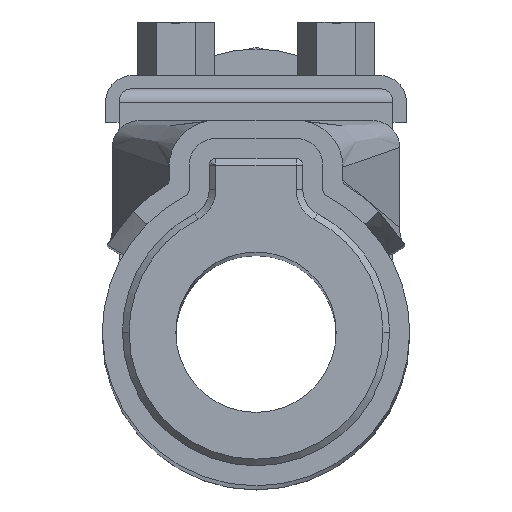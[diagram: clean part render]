
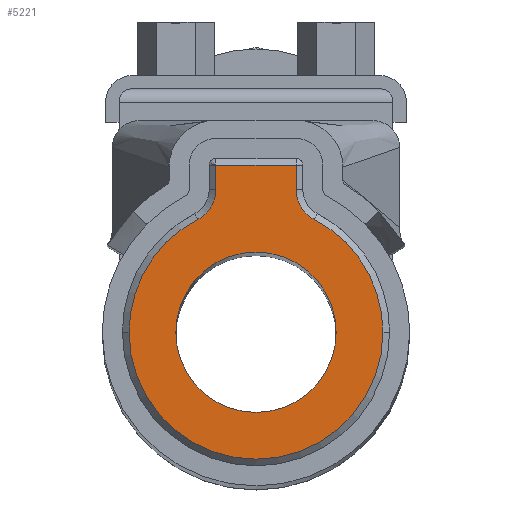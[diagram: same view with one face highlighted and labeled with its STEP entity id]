
A CAD part, top view. The second image highlights one B-rep face of the part: STEP entity #5221.
In plain terms, the highlighted planar face has unit normal (0, 0, 1).
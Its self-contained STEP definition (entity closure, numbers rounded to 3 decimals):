
#22 = EDGE_CURVE ( 'NONE', #5444, #5029, #745, .T. ) ;
#99 = VERTEX_POINT ( 'NONE', #1250 ) ;
#192 = VERTEX_POINT ( 'NONE', #2238 ) ;
#508 = EDGE_CURVE ( 'NONE', #523, #539, #1479, .T. ) ;
#523 = VERTEX_POINT ( 'NONE', #1681 ) ;
#539 = VERTEX_POINT ( 'NONE', #1845 ) ;
#745 = LINE ( 'NONE', #746, #747 ) ;
#746 = CARTESIAN_POINT ( 'NONE',  ( 3., 12.5, 0. ) ) ;
#747 = VECTOR ( 'NONE', #748, 1000. ) ;
#748 = DIRECTION ( 'NONE',  ( -1., 0., 0. ) ) ;
#980 = CARTESIAN_POINT ( 'NONE',  ( 9.5, 0., 0. ) ) ;
#1250 = CARTESIAN_POINT ( 'NONE',  ( -9.5, 0., 0. ) ) ;
#1251 = CIRCLE ( 'NONE', #1252, 9.5 ) ;
#1252 = AXIS2_PLACEMENT_3D ( 'NONE', #1253, #1254, #1255 ) ;
#1253 = CARTESIAN_POINT ( 'NONE',  ( 0., 0., 0. ) ) ;
#1254 = DIRECTION ( 'NONE',  ( 0., 0., -1. ) ) ;
#1255 = DIRECTION ( 'NONE',  ( -1., 0., 0. ) ) ;
#1331 = FACE_BOUND ( 'NONE', #1867, .T. ) ;
#1335 = FACE_OUTER_BOUND ( 'NONE', #5005, .T. ) ;
#1352 = PLANE ( 'NONE',  #1353 ) ;
#1353 = AXIS2_PLACEMENT_3D ( 'NONE', #1354, #1355, #1356 ) ;
#1354 = CARTESIAN_POINT ( 'NONE',  ( 3., 12.5, 0. ) ) ;
#1355 = DIRECTION ( 'NONE',  ( 0., 0., 1. ) ) ;
#1356 = DIRECTION ( 'NONE',  ( 1., 0., 0. ) ) ;
#1479 = CIRCLE ( 'NONE', #1480, 6. ) ;
#1480 = AXIS2_PLACEMENT_3D ( 'NONE', #1481, #1482, #1483 ) ;
#1481 = CARTESIAN_POINT ( 'NONE',  ( 0., 0., 0. ) ) ;
#1482 = DIRECTION ( 'NONE',  ( 0., 0., 1. ) ) ;
#1483 = DIRECTION ( 'NONE',  ( 1., 0., 0. ) ) ;
#1681 = CARTESIAN_POINT ( 'NONE',  ( -6., 0., 0. ) ) ;
#1845 = CARTESIAN_POINT ( 'NONE',  ( 6., 0., 0. ) ) ;
#1867 = EDGE_LOOP ( 'NONE', ( #4471, #4884 ) ) ;
#1913 = CIRCLE ( 'NONE', #1914, 9.5 ) ;
#1914 = AXIS2_PLACEMENT_3D ( 'NONE', #1915, #1916, #1917 ) ;
#1915 = CARTESIAN_POINT ( 'NONE',  ( 0., 0., 0. ) ) ;
#1916 = DIRECTION ( 'NONE',  ( 0., 0., -1. ) ) ;
#1917 = DIRECTION ( 'NONE',  ( -1., 0., 0. ) ) ;
#2238 = CARTESIAN_POINT ( 'NONE',  ( 4.354, 8.443, 0. ) ) ;
#2739 = CIRCLE ( 'NONE', #2740, 6. ) ;
#2740 = AXIS2_PLACEMENT_3D ( 'NONE', #2741, #2742, #2743 ) ;
#2741 = CARTESIAN_POINT ( 'NONE',  ( 0., 0., 0. ) ) ;
#2742 = DIRECTION ( 'NONE',  ( 0., 0., 1. ) ) ;
#2743 = DIRECTION ( 'NONE',  ( 1., 0., 0. ) ) ;
#2897 = CIRCLE ( 'NONE', #2898, 2.5 ) ;
#2898 = AXIS2_PLACEMENT_3D ( 'NONE', #2899, #2900, #2901 ) ;
#2899 = CARTESIAN_POINT ( 'NONE',  ( 5.5, 10.665, 0. ) ) ;
#2900 = DIRECTION ( 'NONE',  ( 0., 0., -1. ) ) ;
#2901 = DIRECTION ( 'NONE',  ( -1., 0., 0. ) ) ;
#3033 = CARTESIAN_POINT ( 'NONE',  ( 3., 10.665, 0. ) ) ;
#3427 = VERTEX_POINT ( 'NONE', #980 ) ;
#3459 = LINE ( 'NONE', #3460, #3464 ) ;
#3460 = CARTESIAN_POINT ( 'NONE',  ( -3., 12.5, 0. ) ) ;
#3464 = VECTOR ( 'NONE', #3465, 1000. ) ;
#3465 = DIRECTION ( 'NONE',  ( 0., -1., 0. ) ) ;
#3562 = CIRCLE ( 'NONE', #3563, 9.5 ) ;
#3563 = AXIS2_PLACEMENT_3D ( 'NONE', #3564, #3565, #3566 ) ;
#3564 = CARTESIAN_POINT ( 'NONE',  ( 0., 0., 0. ) ) ;
#3565 = DIRECTION ( 'NONE',  ( 0., 0., -1. ) ) ;
#3566 = DIRECTION ( 'NONE',  ( -1., 0., 0. ) ) ;
#3630 = CARTESIAN_POINT ( 'NONE',  ( -3., 12.5, 0. ) ) ;
#3631 = LINE ( 'NONE', #3632, #3633 ) ;
#3632 = CARTESIAN_POINT ( 'NONE',  ( 3., 10.665, 0. ) ) ;
#3633 = VECTOR ( 'NONE', #3634, 1000. ) ;
#3634 = DIRECTION ( 'NONE',  ( 0., 1., 0. ) ) ;
#3806 = CARTESIAN_POINT ( 'NONE',  ( -3., 10.665, 0. ) ) ;
#3813 = CARTESIAN_POINT ( 'NONE',  ( 3., 12.5, 0. ) ) ;
#4329 = CIRCLE ( 'NONE', #4330, 2.5 ) ;
#4330 = AXIS2_PLACEMENT_3D ( 'NONE', #4331, #4334, #4335 ) ;
#4331 = CARTESIAN_POINT ( 'NONE',  ( -5.5, 10.665, 0. ) ) ;
#4334 = DIRECTION ( 'NONE',  ( 0., 0., -1. ) ) ;
#4335 = DIRECTION ( 'NONE',  ( -1., 0., 0. ) ) ;
#4422 = CARTESIAN_POINT ( 'NONE',  ( -4.354, 8.443, 0. ) ) ;
#4471 = ORIENTED_EDGE ( 'NONE', *, *, #508, .F. ) ;
#4884 = ORIENTED_EDGE ( 'NONE', *, *, #4913, .F. ) ;
#4913 = EDGE_CURVE ( 'NONE', #539, #523, #2739, .T. ) ;
#4974 = ORIENTED_EDGE ( 'NONE', *, *, #5006, .T. ) ;
#5005 = EDGE_LOOP ( 'NONE', ( #4974, #5093, #5187, #5255, #5294, #5326, #5401, #5475 ) ) ;
#5006 = EDGE_CURVE ( 'NONE', #5029, #5046, #3459, .T. ) ;
#5019 = EDGE_CURVE ( 'NONE', #3427, #99, #3562, .T. ) ;
#5029 = VERTEX_POINT ( 'NONE', #3630 ) ;
#5046 = VERTEX_POINT ( 'NONE', #3806 ) ;
#5093 = ORIENTED_EDGE ( 'NONE', *, *, #5120, .T. ) ;
#5120 = EDGE_CURVE ( 'NONE', #5046, #5134, #4329, .T. ) ;
#5134 = VERTEX_POINT ( 'NONE', #4422 ) ;
#5187 = ORIENTED_EDGE ( 'NONE', *, *, #5217, .F. ) ;
#5217 = EDGE_CURVE ( 'NONE', #99, #5134, #1251, .T. ) ;
#5221 = ADVANCED_FACE ( 'NONE', ( #1331, #1335 ), #1352, .T. ) ;
#5255 = ORIENTED_EDGE ( 'NONE', *, *, #5019, .F. ) ;
#5275 = EDGE_CURVE ( 'NONE', #192, #3427, #1913, .T. ) ;
#5294 = ORIENTED_EDGE ( 'NONE', *, *, #5275, .F. ) ;
#5326 = ORIENTED_EDGE ( 'NONE', *, *, #5353, .T. ) ;
#5353 = EDGE_CURVE ( 'NONE', #192, #5372, #2897, .T. ) ;
#5372 = VERTEX_POINT ( 'NONE', #3033 ) ;
#5401 = ORIENTED_EDGE ( 'NONE', *, *, #5429, .T. ) ;
#5429 = EDGE_CURVE ( 'NONE', #5372, #5444, #3631, .T. ) ;
#5444 = VERTEX_POINT ( 'NONE', #3813 ) ;
#5475 = ORIENTED_EDGE ( 'NONE', *, *, #22, .T. ) ;
